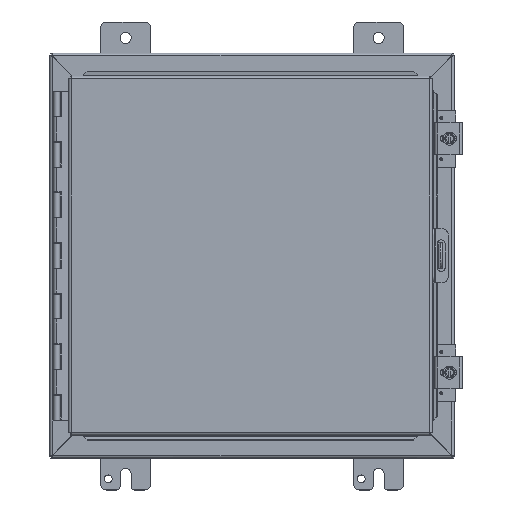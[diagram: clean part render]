
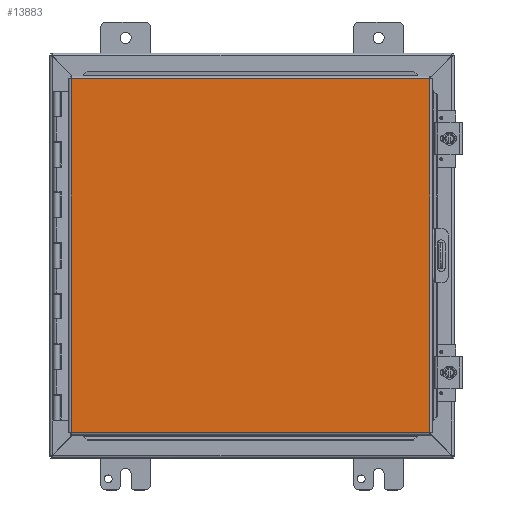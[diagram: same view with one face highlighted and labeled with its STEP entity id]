
A CAD part, top view. The second image highlights one B-rep face of the part: STEP entity #13883.
In plain terms, the highlighted face is planar.
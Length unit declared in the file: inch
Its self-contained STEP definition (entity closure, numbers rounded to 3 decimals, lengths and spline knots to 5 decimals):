
#13040=CARTESIAN_POINT('',(-7.08225,-6.9885,0.));
#13041=VERTEX_POINT('',#13040);
#13052=CARTESIAN_POINT('',(7.08225,-6.9885,0.));
#13053=VERTEX_POINT('',#13052);
#13054=CARTESIAN_POINT('',(7.08225,-6.9885,0.0));
#13055=DIRECTION('',(-1.0,0.0,0.0));
#13056=VECTOR('',#13055,14.1645);
#13057=LINE('',#13054,#13056);
#13058=EDGE_CURVE('',#13053,#13041,#13057,.T.);
#13174=CARTESIAN_POINT('',(-7.08225,6.9885,0.));
#13175=VERTEX_POINT('',#13174);
#13273=CARTESIAN_POINT('',(7.08225,6.9885,0.));
#13274=VERTEX_POINT('',#13273);
#13285=CARTESIAN_POINT('',(-7.08225,6.9885,0.0));
#13286=DIRECTION('',(1.0,0.0,0.0));
#13287=VECTOR('',#13286,14.1645);
#13288=LINE('',#13285,#13287);
#13289=EDGE_CURVE('',#13175,#13274,#13288,.T.);
#13594=CARTESIAN_POINT('',(-7.08225,-6.9885,0.0));
#13595=DIRECTION('',(0.0,1.0,0.0));
#13596=VECTOR('',#13595,13.977);
#13597=LINE('',#13594,#13596);
#13598=EDGE_CURVE('',#13041,#13175,#13597,.T.);
#13688=CARTESIAN_POINT('',(7.08225,6.9885,0.0));
#13689=DIRECTION('',(0.0,-1.0,0.0));
#13690=VECTOR('',#13689,13.977);
#13691=LINE('',#13688,#13690);
#13692=EDGE_CURVE('',#13274,#13053,#13691,.T.);
#13872=CARTESIAN_POINT('',(0.,0.,0.0));
#13873=DIRECTION('',(0.0,0.0,1.0));
#13874=DIRECTION('',(1.0,0.0,0.0));
#13875=AXIS2_PLACEMENT_3D('',#13872,#13873,#13874);
#13876=PLANE('',#13875);
#13877=ORIENTED_EDGE('',*,*,#13598,.T.);
#13878=ORIENTED_EDGE('',*,*,#13289,.T.);
#13879=ORIENTED_EDGE('',*,*,#13692,.T.);
#13880=ORIENTED_EDGE('',*,*,#13058,.T.);
#13881=EDGE_LOOP('',(#13877,#13878,#13879,#13880));
#13882=FACE_OUTER_BOUND('',#13881,.T.);
#13883=ADVANCED_FACE('',(#13882),#13876,.F.);
